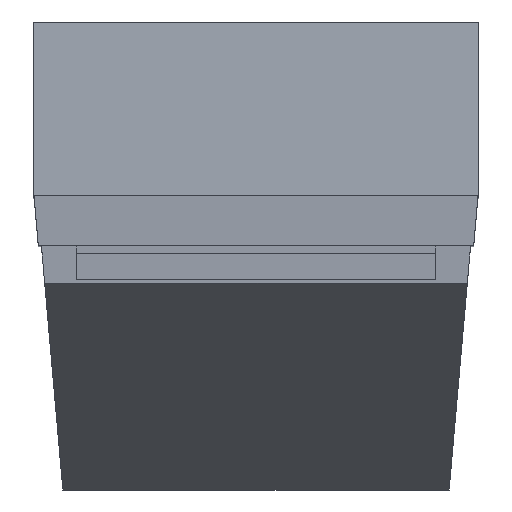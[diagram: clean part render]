
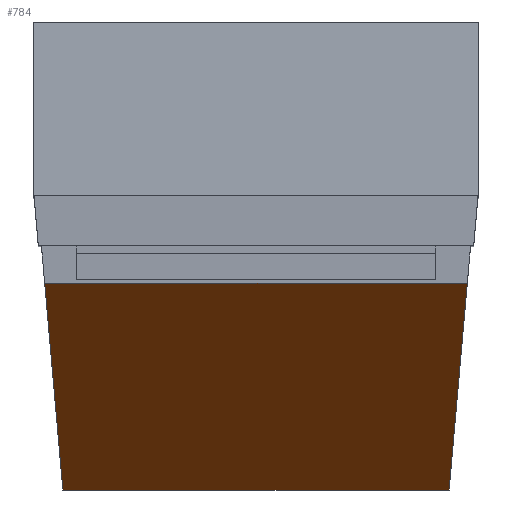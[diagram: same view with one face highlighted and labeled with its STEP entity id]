
A CAD part, top view. The second image highlights one B-rep face of the part: STEP entity #784.
In plain terms, the highlighted planar face has unit normal (0, -0.797, 0.604).
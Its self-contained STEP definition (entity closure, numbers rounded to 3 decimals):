
#48=FACE_OUTER_BOUND('',#90,.T.);
#90=EDGE_LOOP('',(#635,#636,#637,#638));
#178=LINE('',#1202,#286);
#182=LINE('',#1210,#290);
#185=LINE('',#1215,#293);
#186=LINE('',#1216,#294);
#286=VECTOR('',#977,10.);
#290=VECTOR('',#983,10.);
#293=VECTOR('',#988,10.);
#294=VECTOR('',#989,10.);
#375=VERTEX_POINT('',#1199);
#376=VERTEX_POINT('',#1201);
#378=VERTEX_POINT('',#1207);
#379=VERTEX_POINT('',#1209);
#466=EDGE_CURVE('',#375,#376,#178,.T.);
#470=EDGE_CURVE('',#378,#379,#182,.T.);
#473=EDGE_CURVE('',#379,#375,#185,.T.);
#474=EDGE_CURVE('',#376,#378,#186,.T.);
#635=ORIENTED_EDGE('',*,*,#466,.F.);
#636=ORIENTED_EDGE('',*,*,#473,.F.);
#637=ORIENTED_EDGE('',*,*,#470,.F.);
#638=ORIENTED_EDGE('',*,*,#474,.F.);
#743=PLANE('',#842);
#784=ADVANCED_FACE('',(#48),#743,.F.);
#842=AXIS2_PLACEMENT_3D('',#1214,#986,#987);
#977=DIRECTION('',(1.,0.,0.));
#983=DIRECTION('',(-1.,0.,0.));
#986=DIRECTION('center_axis',(0.,0.797,-0.604));
#987=DIRECTION('ref_axis',(0.,0.604,0.797));
#988=DIRECTION('',(-0.053,0.603,0.796));
#989=DIRECTION('',(-0.053,-0.603,-0.796));
#1199=CARTESIAN_POINT('',(-85.42,-35.645,84.507));
#1201=CARTESIAN_POINT('',(85.418,-35.645,84.507));
#1202=CARTESIAN_POINT('',(-102.7,-35.645,84.507));
#1207=CARTESIAN_POINT('',(78.086,-119.,-25.399));
#1209=CARTESIAN_POINT('',(-78.1,-119.,-25.399));
#1210=CARTESIAN_POINT('',(-90.4,-119.,-25.399));
#1214=CARTESIAN_POINT('Origin',(-102.7,-119.,-25.399));
#1215=CARTESIAN_POINT('',(-78.402,-115.563,-20.867));
#1216=CARTESIAN_POINT('',(76.51,-136.923,-49.031));
